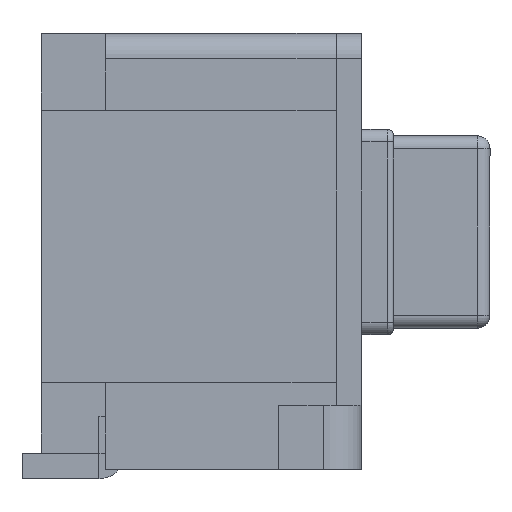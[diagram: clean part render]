
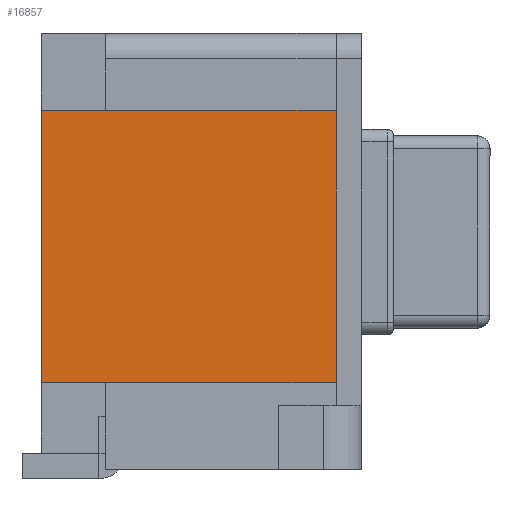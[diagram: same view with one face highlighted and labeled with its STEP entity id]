
A CAD part, left-side view. The second image highlights one B-rep face of the part: STEP entity #16857.
In plain terms, the highlighted planar face has unit normal (-1, 0, 0).
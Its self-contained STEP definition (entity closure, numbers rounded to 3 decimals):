
#414 = ORIENTED_EDGE ( 'NONE', *, *, #7057, .F. ) ;
#615 = VERTEX_POINT ( 'NONE', #7901 ) ;
#675 = CARTESIAN_POINT ( 'NONE',  ( -3.15, 1.217, 0.671 ) ) ;
#1262 = DIRECTION ( 'NONE',  ( 0., -1., 0. ) ) ;
#1459 = LINE ( 'NONE', #20110, #2207 ) ;
#1564 = EDGE_CURVE ( 'NONE', #7694, #11583, #16719, .T. ) ;
#2019 = DIRECTION ( 'NONE',  ( 0., -1., 0. ) ) ;
#2207 = VECTOR ( 'NONE', #1262, 1000. ) ;
#4485 = CARTESIAN_POINT ( 'NONE',  ( -3.15, 0.717, 2.796 ) ) ;
#4766 = VECTOR ( 'NONE', #7385, 1000. ) ;
#5457 = DIRECTION ( 'NONE',  ( 0., 0., 1. ) ) ;
#5932 = DIRECTION ( 'NONE',  ( 0., 0., 1. ) ) ;
#6713 = LINE ( 'NONE', #16239, #10835 ) ;
#7057 = EDGE_CURVE ( 'NONE', #7694, #16891, #7466, .T. ) ;
#7385 = DIRECTION ( 'NONE',  ( 0., -1., 0. ) ) ;
#7466 = LINE ( 'NONE', #10551, #13823 ) ;
#7525 = CARTESIAN_POINT ( 'NONE',  ( -3.15, 1.217, 0.671 ) ) ;
#7694 = VERTEX_POINT ( 'NONE', #7525 ) ;
#7901 = CARTESIAN_POINT ( 'NONE',  ( -3.15, -1.083, 2.796 ) ) ;
#8432 = ORIENTED_EDGE ( 'NONE', *, *, #1564, .T. ) ;
#9969 = EDGE_CURVE ( 'NONE', #11583, #615, #19469, .T. ) ;
#10551 = CARTESIAN_POINT ( 'NONE',  ( -3.15, 1.217, 0.671 ) ) ;
#10835 = VECTOR ( 'NONE', #2019, 1000. ) ;
#10847 = VECTOR ( 'NONE', #5457, 1000. ) ;
#11246 = EDGE_LOOP ( 'NONE', ( #15407, #17668, #18437, #414, #8432 ) ) ;
#11361 = CARTESIAN_POINT ( 'NONE',  ( -3.15, -1.083, 0.671 ) ) ;
#11453 = DIRECTION ( 'NONE',  ( 1., 0., 0. ) ) ;
#11551 = FACE_OUTER_BOUND ( 'NONE', #11246, .T. ) ;
#11583 = VERTEX_POINT ( 'NONE', #11361 ) ;
#11916 = CARTESIAN_POINT ( 'NONE',  ( -3.15, 1.217, 0.671 ) ) ;
#12141 = AXIS2_PLACEMENT_3D ( 'NONE', #675, #11453, #16144 ) ;
#13823 = VECTOR ( 'NONE', #5932, 1000. ) ;
#15192 = EDGE_CURVE ( 'NONE', #19177, #615, #1459, .T. ) ;
#15407 = ORIENTED_EDGE ( 'NONE', *, *, #9969, .T. ) ;
#16144 = DIRECTION ( 'NONE',  ( 0., 0., 1. ) ) ;
#16239 = CARTESIAN_POINT ( 'NONE',  ( -3.15, 1.217, 2.796 ) ) ;
#16307 = CARTESIAN_POINT ( 'NONE',  ( -3.15, -1.083, 0.671 ) ) ;
#16719 = LINE ( 'NONE', #11916, #4766 ) ;
#16803 = EDGE_CURVE ( 'NONE', #16891, #19177, #6713, .T. ) ;
#16857 = ADVANCED_FACE ( 'NONE', ( #11551 ), #17782, .F. ) ;
#16891 = VERTEX_POINT ( 'NONE', #18084 ) ;
#17668 = ORIENTED_EDGE ( 'NONE', *, *, #15192, .F. ) ;
#17782 = PLANE ( 'NONE',  #12141 ) ;
#18084 = CARTESIAN_POINT ( 'NONE',  ( -3.15, 1.217, 2.796 ) ) ;
#18437 = ORIENTED_EDGE ( 'NONE', *, *, #16803, .F. ) ;
#19177 = VERTEX_POINT ( 'NONE', #4485 ) ;
#19469 = LINE ( 'NONE', #16307, #10847 ) ;
#20110 = CARTESIAN_POINT ( 'NONE',  ( -3.15, 1.217, 2.796 ) ) ;
